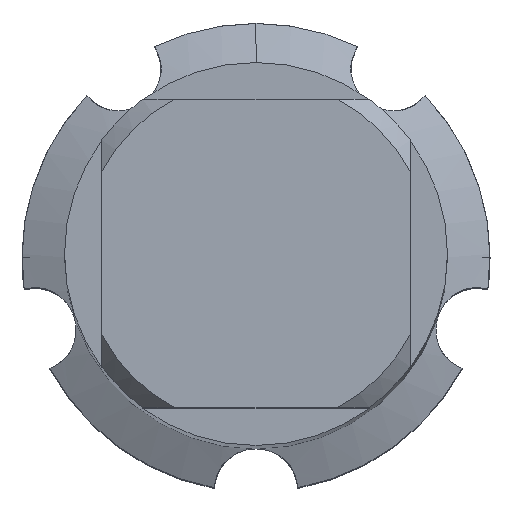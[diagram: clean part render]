
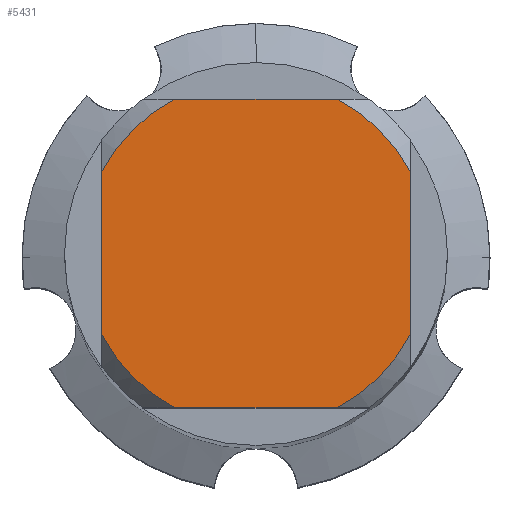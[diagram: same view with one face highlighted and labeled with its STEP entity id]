
A CAD part, top view. The second image highlights one B-rep face of the part: STEP entity #5431.
In plain terms, the highlighted planar face has unit normal (0, 0, 1).
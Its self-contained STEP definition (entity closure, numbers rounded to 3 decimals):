
#3055=EDGE_CURVE('',#4315,#3331,#8951,.T.);
#3289=EDGE_CURVE('',#6161,#5157,#9209,.T.);
#3331=VERTEX_POINT('',#9254);
#3993=VERTEX_POINT('',#9983);
#4211=VERTEX_POINT('',#10215);
#4283=EDGE_CURVE('',#4211,#8247,#10293,.T.);
#4315=VERTEX_POINT('',#10327);
#4557=EDGE_CURVE('',#3993,#7487,#10595,.T.);
#5157=VERTEX_POINT('',#11248);
#5431=ADVANCED_FACE('',(#11549),#11550,.T.);
#6161=VERTEX_POINT('',#12339);
#6211=EDGE_CURVE('',#4211,#7487,#12392,.T.);
#7377=EDGE_CURVE('',#6161,#3331,#13654,.T.);
#7411=EDGE_CURVE('',#4315,#8247,#13689,.T.);
#7487=VERTEX_POINT('',#13773);
#7637=EDGE_CURVE('',#3993,#5157,#13937,.T.);
#8247=VERTEX_POINT('',#14595);
#8951=LINE('',#15522,#15523);
#9209=LINE('',#16020,#16021);
#9254=CARTESIAN_POINT('',(-7.25,-3.831,0.0));
#9983=CARTESIAN_POINT('',(7.25,-3.831,0.0));
#10215=CARTESIAN_POINT('',(3.831,7.25,0.0));
#10293=LINE('',#18096,#18097);
#10327=CARTESIAN_POINT('',(-7.25,3.831,0.0));
#10595=LINE('',#18690,#18691);
#11248=CARTESIAN_POINT('',(3.831,-7.25,0.0));
#11549=FACE_OUTER_BOUND('',#20357,.T.);
#11550=PLANE('',#20358);
#12339=CARTESIAN_POINT('',(-3.831,-7.25,0.0));
#12392=CIRCLE('',#22001,8.2);
#13654=CIRCLE('',#24576,8.2);
#13689=CIRCLE('',#24633,8.2);
#13773=CARTESIAN_POINT('',(7.25,3.831,0.0));
#13937=CIRCLE('',#25145,8.2);
#14595=CARTESIAN_POINT('',(-3.831,7.25,0.0));
#15522=CARTESIAN_POINT('',(-7.25,2.05,0.0));
#15523=VECTOR('',#27690,1.0);
#16020=CARTESIAN_POINT('',(0.0,-7.25,0.0));
#16021=VECTOR('',#27962,1.0);
#18096=CARTESIAN_POINT('',(0.0,7.25,0.0));
#18097=VECTOR('',#29252,1.0);
#18690=CARTESIAN_POINT('',(7.25,2.05,0.0));
#18691=VECTOR('',#29698,1.0);
#20357=EDGE_LOOP('',(#30720,#30721,#30722,#30723,#30724,#30725,#30726,#30727));
#20358=AXIS2_PLACEMENT_3D('',#30728,#30729,#30730);
#22001=AXIS2_PLACEMENT_3D('',#31548,#31549,#31550);
#24576=AXIS2_PLACEMENT_3D('',#32920,#32921,#32922);
#24633=AXIS2_PLACEMENT_3D('',#32967,#32968,#32969);
#25145=AXIS2_PLACEMENT_3D('',#33251,#33252,#33253);
#27690=DIRECTION('',(-0.0,-1.0,0.0));
#27962=DIRECTION('',(1.0,0.0,0.0));
#29252=DIRECTION('',(-1.0,0.0,0.0));
#29698=DIRECTION('',(-0.0,1.0,0.0));
#30720=ORIENTED_EDGE('',*,*,#3055,.T.);
#30721=ORIENTED_EDGE('',*,*,#7377,.F.);
#30722=ORIENTED_EDGE('',*,*,#3289,.T.);
#30723=ORIENTED_EDGE('',*,*,#7637,.F.);
#30724=ORIENTED_EDGE('',*,*,#4557,.T.);
#30725=ORIENTED_EDGE('',*,*,#6211,.F.);
#30726=ORIENTED_EDGE('',*,*,#4283,.T.);
#30727=ORIENTED_EDGE('',*,*,#7411,.F.);
#30728=CARTESIAN_POINT('',(0.0,4.1,0.0));
#30729=DIRECTION('',(-0.0,0.0,1.0));
#30730=DIRECTION('',(0.0,-1.0,0.0));
#31548=CARTESIAN_POINT('',(0.0,0.0,0.0));
#31549=DIRECTION('',(0.0,0.0,-1.0));
#31550=DIRECTION('',(0.0,1.0,0.0));
#32920=CARTESIAN_POINT('',(0.0,0.0,0.0));
#32921=DIRECTION('',(0.0,0.0,-1.0));
#32922=DIRECTION('',(0.0,1.0,0.0));
#32967=CARTESIAN_POINT('',(0.0,0.0,0.0));
#32968=DIRECTION('',(0.0,0.0,-1.0));
#32969=DIRECTION('',(0.0,1.0,0.0));
#33251=CARTESIAN_POINT('',(0.0,0.0,0.0));
#33252=DIRECTION('',(0.0,0.0,-1.0));
#33253=DIRECTION('',(0.0,1.0,0.0));
